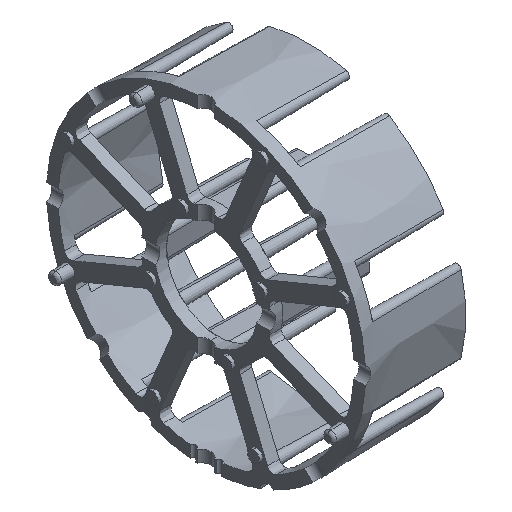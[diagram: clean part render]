
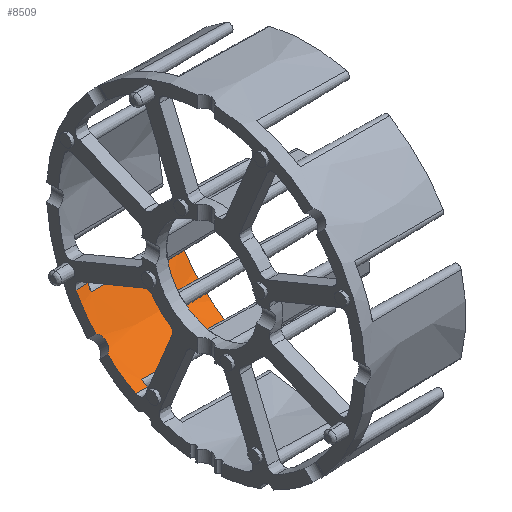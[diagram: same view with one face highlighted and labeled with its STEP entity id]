
A CAD part, isometric view. The second image highlights one B-rep face of the part: STEP entity #8509.
In plain terms, the highlighted conical face has half-angle 1 degrees and reference radius 23.459 mm.
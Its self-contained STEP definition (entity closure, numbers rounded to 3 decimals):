
#205=CARTESIAN_POINT('',(16.1,0.,0.));
#206=DIRECTION('',(-1.,0.,0.));
#207=DIRECTION('',(0.,0.857,-0.515));
#208=AXIS2_PLACEMENT_3D('',#205,#206,#207);
#1850=CARTESIAN_POINT('',(1.9,11.061,-20.567));
#1851=CARTESIAN_POINT('',(1.706,11.063,-20.562));
#1852=CARTESIAN_POINT('',(1.307,11.066,-20.552));
#1853=CARTESIAN_POINT('',(0.676,11.072,
-20.536));
#1854=CARTESIAN_POINT('',(0.229,11.077,
-20.525));
#1855=CARTESIAN_POINT('',(0.,11.079,
-20.519));
#1860=CARTESIAN_POINT('',(0.,0.,0.));
#1861=DIRECTION('',(1.,0.,0.));
#1862=DIRECTION('',(0.,0.475,-0.88));
#1863=AXIS2_PLACEMENT_3D('',#1860,#1861,#1862);
#1868=CARTESIAN_POINT('',(0.8,0.,0.));
#1869=DIRECTION('',(1.,0.,0.));
#1870=DIRECTION('',(0.,0.707,-0.708));
#1871=AXIS2_PLACEMENT_3D('',#1868,#1869,#1870);
#1876=CARTESIAN_POINT('',(0.,0.,0.));
#1877=DIRECTION('',(1.,0.,0.));
#1878=DIRECTION('',(0.,0.747,-0.665));
#1879=AXIS2_PLACEMENT_3D('',#1876,#1877,#1878);
#1884=CARTESIAN_POINT('',(0.,20.519,
-11.079));
#1885=CARTESIAN_POINT('',(0.195,20.524,
-11.077));
#1886=CARTESIAN_POINT('',(0.595,20.534,
-11.073));
#1887=CARTESIAN_POINT('',(1.223,20.55,-11.067));
#1888=CARTESIAN_POINT('',(1.67,20.561,-11.063));
#1889=CARTESIAN_POINT('',(1.9,20.567,-11.061));
#1894=CARTESIAN_POINT('',(1.9,0.,0.));
#1895=DIRECTION('',(-1.,0.,0.));
#1896=DIRECTION('',(0.,0.881,-0.474));
#1897=AXIS2_PLACEMENT_3D('',#1894,#1895,#1896);
#1902=DIRECTION('',(-1.,-0.015,0.009));
#1903=VECTOR('',#1902,14.202);
#1904=CARTESIAN_POINT('',(16.1,20.229,-12.155));
#1905=LINE('',#1904,#1903);
#1909=CARTESIAN_POINT('',(1.9,0.,0.));
#1910=DIRECTION('',(-1.,0.,0.));
#1911=DIRECTION('',(0.,0.515,-0.857));
#1912=AXIS2_PLACEMENT_3D('',#1909,#1910,#1911);
#2488=CARTESIAN_POINT('',(0.8,16.489,
-16.508));
#2489=CARTESIAN_POINT('',(0.8,16.441,
-16.556));
#2490=CARTESIAN_POINT('',(0.791,16.345,
-16.652));
#2491=CARTESIAN_POINT('',(0.75,16.201,
-16.791));
#2492=CARTESIAN_POINT('',(0.682,16.061,
-16.923));
#2493=CARTESIAN_POINT('',(0.588,15.928,
-17.046));
#2494=CARTESIAN_POINT('',(0.471,15.804,
-17.158));
#2495=CARTESIAN_POINT('',(0.333,15.692,
-17.258));
#2496=CARTESIAN_POINT('',(0.176,15.593,
-17.343));
#2497=CARTESIAN_POINT('',(0.06,15.539,
-17.389));
#2498=CARTESIAN_POINT('',(0.,15.514,-17.409));
#3408=CARTESIAN_POINT('',(0.,17.409,-15.514));
#3409=CARTESIAN_POINT('',(0.06,17.389,
-15.539));
#3410=CARTESIAN_POINT('',(0.176,17.343,
-15.593));
#3411=CARTESIAN_POINT('',(0.333,17.258,
-15.692));
#3412=CARTESIAN_POINT('',(0.471,17.158,
-15.804));
#3413=CARTESIAN_POINT('',(0.588,17.046,
-15.928));
#3414=CARTESIAN_POINT('',(0.682,16.923,
-16.061));
#3415=CARTESIAN_POINT('',(0.75,16.791,
-16.201));
#3416=CARTESIAN_POINT('',(0.791,16.652,
-16.345));
#3417=CARTESIAN_POINT('',(0.8,16.556,
-16.441));
#3418=CARTESIAN_POINT('',(0.8,16.508,
-16.489));
#3445=DIRECTION('',(-1.,-0.009,0.015));
#3446=VECTOR('',#3445,14.202);
#3447=CARTESIAN_POINT('',(16.1,12.155,-20.229));
#3448=LINE('',#3447,#3446);
#6052=CARTESIAN_POINT('',(16.1,20.229,-12.155));
#6054=VERTEX_POINT('',#6052);
#6056=CARTESIAN_POINT('',(1.9,20.017,-12.027));
#6058=VERTEX_POINT('',#6056);
#6059=CARTESIAN_POINT('',(16.1,12.155,-20.229));
#6060=VERTEX_POINT('',#6059);
#6063=CARTESIAN_POINT('',(1.9,12.027,-20.017));
#6065=VERTEX_POINT('',#6063);
#6222=VERTEX_POINT('',#3408);
#6223=VERTEX_POINT('',#3418);
#6260=CARTESIAN_POINT('',(0.8,16.489,
-16.508));
#6261=VERTEX_POINT('',#6260);
#6276=VERTEX_POINT('',#2498);
#6298=VERTEX_POINT('',#1850);
#6299=VERTEX_POINT('',#1855);
#6368=CARTESIAN_POINT('',(0.,20.519,-11.079));
#6369=VERTEX_POINT('',#6368);
#6422=CARTESIAN_POINT('',(1.9,20.567,-11.061));
#6423=VERTEX_POINT('',#6422);
#8483=CARTESIAN_POINT('',(8.05,0.,0.));
#8484=DIRECTION('',(1.,0.,0.));
#8485=DIRECTION('',(0.,1.,0.));
#8486=AXIS2_PLACEMENT_3D('',#8483,#8484,#8485);
#8487=CONICAL_SURFACE('',#8486,23.459,1.);
#8489=ORIENTED_EDGE('',*,*,#8488,.T.);
#8490=ORIENTED_EDGE('',*,*,#7633,.T.);
#8492=ORIENTED_EDGE('',*,*,#8491,.F.);
#8494=ORIENTED_EDGE('',*,*,#8493,.T.);
#8496=ORIENTED_EDGE('',*,*,#8495,.F.);
#8497=ORIENTED_EDGE('',*,*,#7647,.T.);
#8499=ORIENTED_EDGE('',*,*,#8498,.T.);
#8500=ORIENTED_EDGE('',*,*,#7082,.T.);
#8502=ORIENTED_EDGE('',*,*,#8501,.F.);
#8503=ORIENTED_EDGE('',*,*,#6782,.T.);
#8505=ORIENTED_EDGE('',*,*,#8504,.T.);
#8506=ORIENTED_EDGE('',*,*,#6899,.T.);
#8507=EDGE_LOOP('',(#8489,#8490,#8492,#8494,#8496,#8497,#8499,#8500,#8502,#8503,
#8505,#8506));
#8508=FACE_OUTER_BOUND('',#8507,.F.);
#8509=ADVANCED_FACE('',(#8508),#8487,.F.);
#209=CIRCLE('',#208,23.6);
#1856=B_SPLINE_CURVE_WITH_KNOTS('',3,(#1850,#1851,#1852,#1853,#1854,#1855),
.UNSPECIFIED.,.F.,.F.,(4,1,1,4),(0.,0.333,0.667,1.),
.UNSPECIFIED.);
#1864=CIRCLE('',#1863,23.319);
#1872=CIRCLE('',#1871,23.333);
#1880=CIRCLE('',#1879,23.319);
#1890=B_SPLINE_CURVE_WITH_KNOTS('',3,(#1884,#1885,#1886,#1887,#1888,#1889),
.UNSPECIFIED.,.F.,.F.,(4,1,1,4),(0.,0.333,0.667,1.),
.UNSPECIFIED.);
#1898=CIRCLE('',#1897,23.352);
#1913=CIRCLE('',#1912,23.352);
#2499=B_SPLINE_CURVE_WITH_KNOTS('',3,(#2488,#2489,#2490,#2491,#2492,#2493,#2494,
#2495,#2496,#2497,#2498),.UNSPECIFIED.,.F.,.F.,(4,1,1,1,1,1,1,1,4),(0.,
0.125,0.25,0.375,0.5,0.625,0.75,0.875,1.),.UNSPECIFIED.);
#3419=B_SPLINE_CURVE_WITH_KNOTS('',3,(#3408,#3409,#3410,#3411,#3412,#3413,#3414,
#3415,#3416,#3417,#3418),.UNSPECIFIED.,.F.,.F.,(4,1,1,1,1,1,1,1,4),(0.,
0.125,0.25,0.375,0.5,0.625,0.75,0.875,1.),.UNSPECIFIED.);
#6782=EDGE_CURVE('',#6054,#6060,#209,.T.);
#6899=EDGE_CURVE('',#6065,#6298,#1913,.T.);
#7082=EDGE_CURVE('',#6423,#6058,#1898,.T.);
#7633=EDGE_CURVE('',#6299,#6276,#1864,.T.);
#7647=EDGE_CURVE('',#6222,#6369,#1880,.T.);
#8488=EDGE_CURVE('',#6298,#6299,#1856,.T.);
#8491=EDGE_CURVE('',#6261,#6276,#2499,.T.);
#8493=EDGE_CURVE('',#6261,#6223,#1872,.T.);
#8495=EDGE_CURVE('',#6222,#6223,#3419,.T.);
#8498=EDGE_CURVE('',#6369,#6423,#1890,.T.);
#8501=EDGE_CURVE('',#6054,#6058,#1905,.T.);
#8504=EDGE_CURVE('',#6060,#6065,#3448,.T.);
